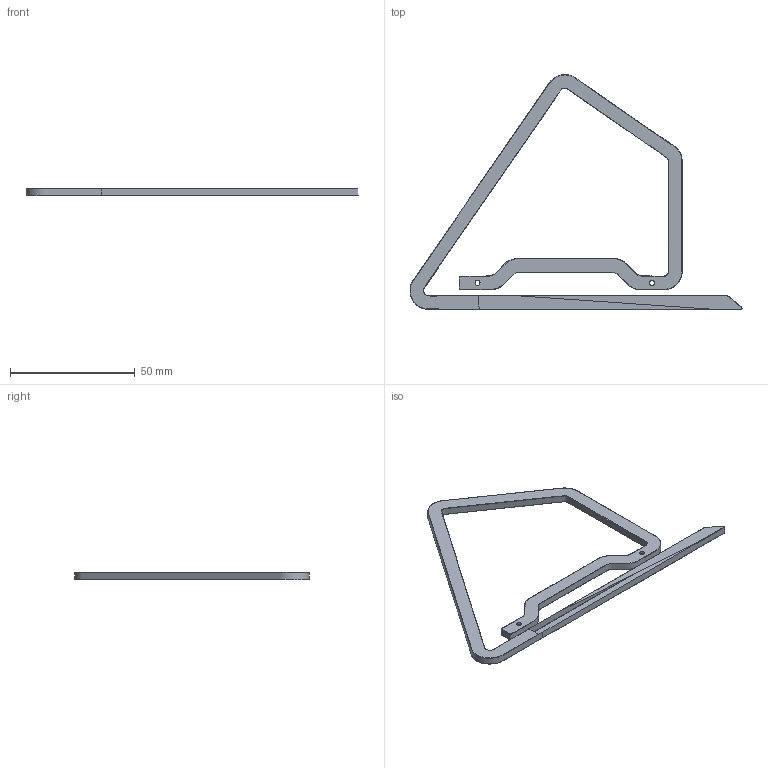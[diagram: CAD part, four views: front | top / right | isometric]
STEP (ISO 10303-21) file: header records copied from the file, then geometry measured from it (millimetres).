
FILE_DESCRIPTION (( 'STEP AP214' ), '1' );
FILE_NAME ('foot_slim.STEP', '2020-07-09T08:17:46', ( '' ), ( '' ), 'SwSTEP 2.0', 'SolidWorks 2019', '' );
FILE_SCHEMA (( 'AUTOMOTIVE_DESIGN' ));
Length unit declared in the file: millimetre
Products named in the file (1): foot_slim
Bounding box: 133.22 x 94.15 x 3 mm (x, y, z)
Volume: 6993 mm3; surface area: 7959 mm2
Topology: 1 solids, 1 shells, 24 faces, 54 edges, 34 vertices
Faces by surface type: cylinder 8, torus 6, bspline 6, plane 4
Entity records: 6792 total; most frequent: CARTESIAN_POINT 6229, DIRECTION 112, ORIENTED_EDGE 108, EDGE_CURVE 54, AXIS2_PLACEMENT_3D 51, VERTEX_POINT 34, CIRCLE 32, EDGE_LOOP 30
